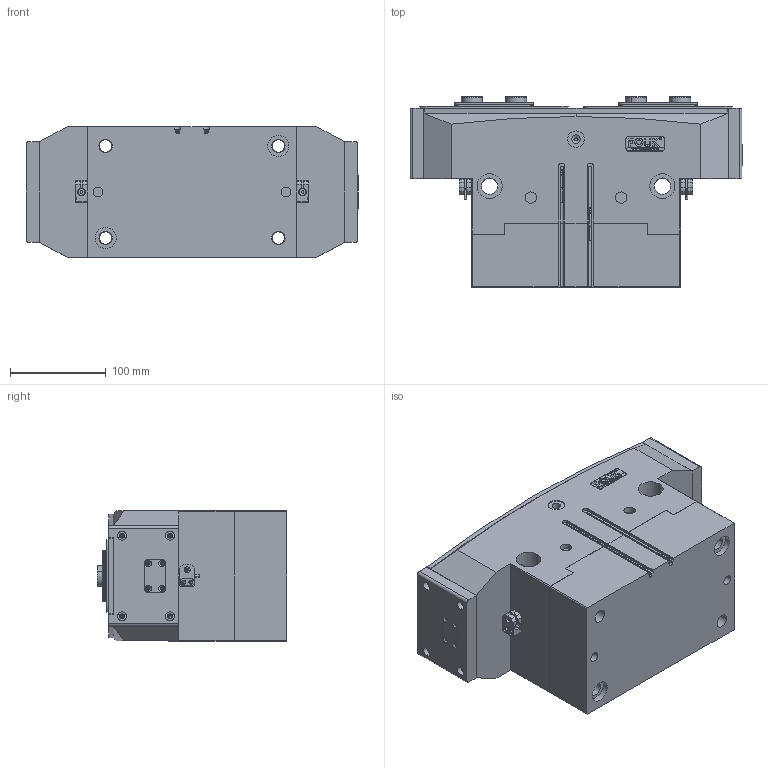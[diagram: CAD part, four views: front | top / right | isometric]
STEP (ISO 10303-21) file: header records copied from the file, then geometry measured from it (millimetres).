
FILE_DESCRIPTION (( 'STEP AP203' ), '1' );
FILE_NAME ('FR134-318-P-NO.STEP', '2025-01-12T05:46:56', ( 'USER-' ), ( 'Microsoft' ), 'SwSTEP 2.0', 'SolidWorks 2018', '' );
FILE_SCHEMA (( 'CONFIG_CONTROL_DESIGN' ));
Length unit declared in the file: millimetre
Products named in the file (18): TRT134-318-M-14 忒硌薊啣; 8-30 換覜ん; 晚假蚾輸B; 22x20杶种; TRT134-318-M-01 喘倛褲极; 羲壽標釱B; FR134-318-P; FR134-318-P-NO; FR134-318; TRT134-318-N-27K 晊扥极; TRT134-318-M-12 耜猾极; TRT134-318-M-02 喘倛賑輸; 棠羲換覜ん; 40x15-R2.5; TR240-15耜猾苤裔耀倰; 埴翐芛蹟佪_GB_FASTENER_SCREWS_HSHCS M2X8-N; TRT134-318-M-13 移动挡板(默认); TRT134-318-M-11 奻葡裔啣
Assembly tree (32 placements, depth 4):
  FR134-318-P-NO
    FR134-318-P
      TRT134-318-M-11 奻葡裔啣
      TRT134-318-M-12 耜猾极  x2
      TRT134-318-M-14 忒硌薊啣  x2
      TRT134-318-M-13 移动挡板(默认)  x2
      22x20杶种  x4
      TR240-15耜猾苤裔耀倰  x2
      FR134-318
        TRT134-318-M-01 喘倛褲极
        TRT134-318-M-02 喘倛賑輸  x2
        羲壽標釱B  x2
        8-30 換覜ん  x2
        晚假蚾輸B  x2
        埴翐芛蹟佪_GB_FASTENER_SCREWS_HSHCS M2X8-N  x4
        棠羲換覜ん  x2
        40x15-R2.5
    TRT134-318-N-27K 晊扥极
Bounding box: 346 x 198 x 136 mm (x, y, z)
Volume: 6157791 mm3; surface area: 669338.8 mm2
Topology: 30 solids, 30 shells, 1845 faces, 4757 edges, 2995 vertices
Faces by surface type: plane 788, cylinder 605, cone 289, bspline 155, torus 8
Entity records: 49842 total; most frequent: CARTESIAN_POINT 14299, ORIENTED_EDGE 6990, DIRECTION 6630, EDGE_CURVE 3495, VERTEX_POINT 2272, AXIS2_PLACEMENT_3D 2223, LINE 2184, VECTOR 2184
